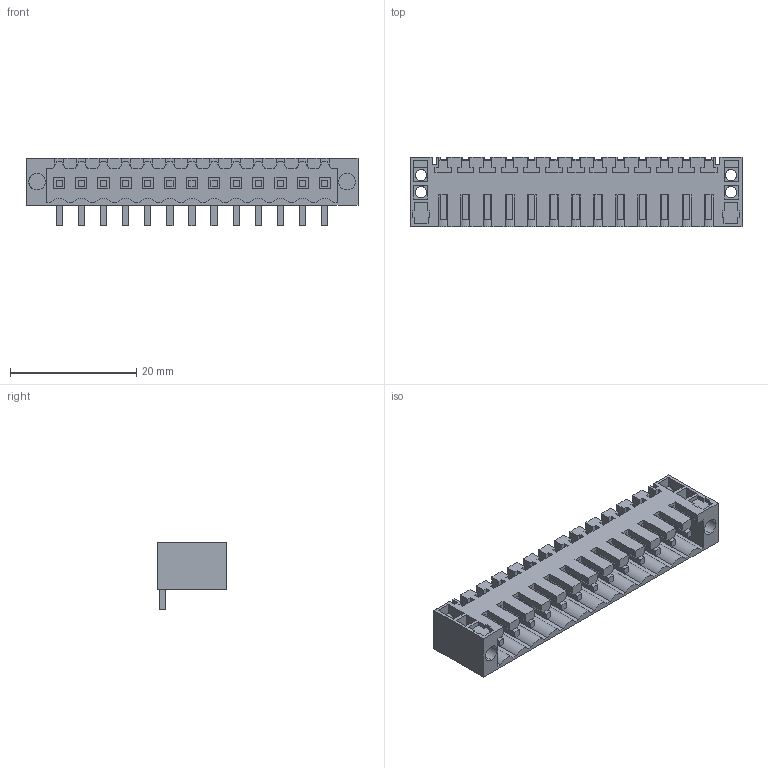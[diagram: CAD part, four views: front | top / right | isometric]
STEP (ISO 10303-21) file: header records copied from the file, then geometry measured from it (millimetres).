
FILE_DESCRIPTION(('CATIA V5 STEP Exchange','CAx-IF Rec.Pracs.--- Model Styling and Organization---1.4--- 2014-01-23'),'2;1');
FILE_NAME ('D1457235_1_1842190000_1842190000.stp','2021-08-12T06:39:41+00:00',('none'),('Weidmueller'),'CATIA Version 5-6 Release 2016 SP3 HF44','CATIA V5 STEP AP214','none');
FILE_SCHEMA(('AUTOMOTIVE_DESIGN { 1 0 10303 214 1 1 1 1 }'));
Length unit declared in the file: millimetre
Products named in the file (1): 1842190000
Bounding box: 52.5 x 11.05 x 10.65 mm (x, y, z)
Volume: 1863.4 mm3; surface area: 4932.4 mm2
Topology: 14 solids, 14 shells, 724 faces, 2174 edges, 1484 vertices
Faces by surface type: plane 695, cylinder 29
Entity records: 23317 total; most frequent: ORIENTED_EDGE 4348, CARTESIAN_POINT 4126, DIRECTION 3023, EDGE_CURVE 2174, VECTOR 2116, LINE 2116, VERTEX_POINT 1484, EDGE_LOOP 770
